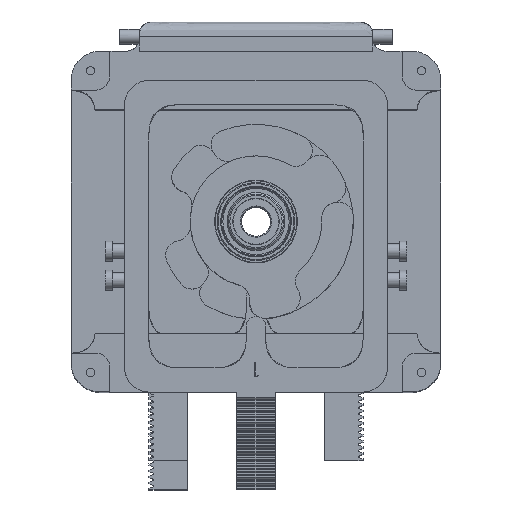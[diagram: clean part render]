
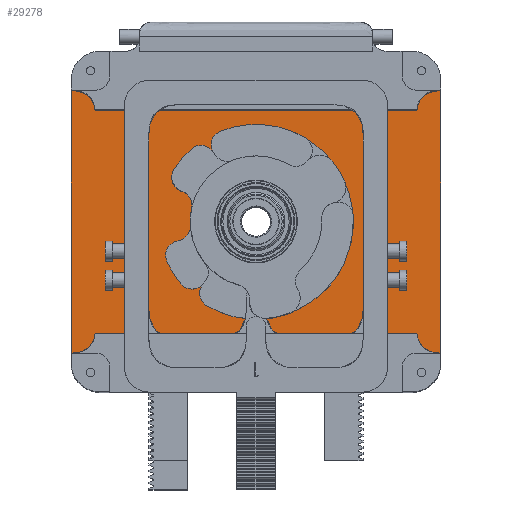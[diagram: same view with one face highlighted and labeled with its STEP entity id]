
A CAD part, top view. The second image highlights one B-rep face of the part: STEP entity #29278.
In plain terms, the highlighted planar face has unit normal (0, 0, 1).
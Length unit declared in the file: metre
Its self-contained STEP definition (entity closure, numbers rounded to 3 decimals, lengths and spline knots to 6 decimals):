
#751=CIRCLE('',#31061,0.006);
#755=CIRCLE('',#31067,0.01625);
#1557=B_SPLINE_CURVE_WITH_KNOTS('',3,(#42621,#42622,#42623,#42624),
 .UNSPECIFIED.,.F.,.F.,(4,4),(0.,1.),.UNSPECIFIED.);
#1558=B_SPLINE_CURVE_WITH_KNOTS('',3,(#42628,#42629,#42630,#42631),
 .UNSPECIFIED.,.F.,.F.,(4,4),(0.,1.),.UNSPECIFIED.);
#1559=B_SPLINE_CURVE_WITH_KNOTS('',3,(#42635,#42636,#42637,#42638),
 .UNSPECIFIED.,.F.,.F.,(4,4),(0.,1.),.UNSPECIFIED.);
#3516=ORIENTED_EDGE('',*,*,#11790,.F.);
#3517=ORIENTED_EDGE('',*,*,#11791,.T.);
#3518=ORIENTED_EDGE('',*,*,#11792,.T.);
#3519=ORIENTED_EDGE('',*,*,#11793,.T.);
#3520=ORIENTED_EDGE('',*,*,#11794,.T.);
#3521=ORIENTED_EDGE('',*,*,#11795,.T.);
#3522=ORIENTED_EDGE('',*,*,#11796,.F.);
#3523=ORIENTED_EDGE('',*,*,#11757,.T.);
#3524=ORIENTED_EDGE('',*,*,#11784,.F.);
#3525=ORIENTED_EDGE('',*,*,#11797,.F.);
#3526=ORIENTED_EDGE('',*,*,#11798,.F.);
#11757=EDGE_CURVE('',#15976,#15978,#18895,.T.);
#11784=EDGE_CURVE('',#16005,#15978,#751,.T.);
#11790=EDGE_CURVE('',#16009,#16010,#18923,.T.);
#11791=EDGE_CURVE('',#16009,#16011,#1557,.T.);
#11792=EDGE_CURVE('',#16011,#16012,#18924,.T.);
#11793=EDGE_CURVE('',#16012,#16013,#1558,.T.);
#11794=EDGE_CURVE('',#16013,#16014,#18925,.T.);
#11795=EDGE_CURVE('',#16014,#16015,#1559,.T.);
#11796=EDGE_CURVE('',#15976,#16015,#18926,.T.);
#11797=EDGE_CURVE('',#16010,#16005,#18927,.T.);
#11798=EDGE_CURVE('',#16016,#16016,#755,.T.);
#15976=VERTEX_POINT('',#42541);
#15978=VERTEX_POINT('',#42545);
#16005=VERTEX_POINT('',#42606);
#16009=VERTEX_POINT('',#42619);
#16010=VERTEX_POINT('',#42620);
#16011=VERTEX_POINT('',#42625);
#16012=VERTEX_POINT('',#42627);
#16013=VERTEX_POINT('',#42632);
#16014=VERTEX_POINT('',#42634);
#16015=VERTEX_POINT('',#42639);
#16016=VERTEX_POINT('',#42643);
#18895=LINE('',#42546,#21915);
#18923=LINE('',#42618,#21943);
#18924=LINE('',#42626,#21944);
#18925=LINE('',#42633,#21945);
#18926=LINE('',#42640,#21946);
#18927=LINE('',#42641,#21947);
#21915=VECTOR('',#33864,1.);
#21943=VECTOR('',#33920,1.);
#21944=VECTOR('',#33921,1.);
#21945=VECTOR('',#33922,1.);
#21946=VECTOR('',#33923,1.);
#21947=VECTOR('',#33924,1.);
#24669=EDGE_LOOP('',(#3516,#3517,#3518,#3519,#3520,#3521,#3522,#3523,#3524,
#3525));
#24670=EDGE_LOOP('',(#3526));
#26475=FACE_BOUND('',#24669,.T.);
#26476=FACE_BOUND('',#24670,.T.);
#28178=PLANE('',#31066);
#29278=ADVANCED_FACE('',(#26475,#26476),#28178,.T.);
#31061=AXIS2_PLACEMENT_3D('',#42607,#33906,#33907);
#31066=AXIS2_PLACEMENT_3D('',#42617,#33918,#33919);
#31067=AXIS2_PLACEMENT_3D('',#42642,#33925,#33926);
#33864=DIRECTION('',(1.,0.,0.));
#33906=DIRECTION('',(0.,0.,1.));
#33907=DIRECTION('',(1.,0.,0.));
#33918=DIRECTION('',(0.,0.,1.));
#33919=DIRECTION('',(1.,0.,0.));
#33920=DIRECTION('',(-1.,0.,0.));
#33921=DIRECTION('',(0.,1.,0.));
#33922=DIRECTION('',(-1.,0.,0.));
#33923=DIRECTION('',(0.,1.,0.));
#33924=DIRECTION('',(0.,-1.,0.));
#33925=DIRECTION('',(0.,0.,1.));
#33926=DIRECTION('',(1.,0.,0.));
#42541=CARTESIAN_POINT('',(-0.076,-0.054,0.012));
#42545=CARTESIAN_POINT('',(-0.066,-0.054,0.012));
#42546=CARTESIAN_POINT('',(-0.071,-0.054,0.012));
#42606=CARTESIAN_POINT('',(-0.062,-0.055528,0.012));
#42607=CARTESIAN_POINT('',(-0.066,-0.06,0.012));
#42617=CARTESIAN_POINT('',(0.,0.,0.012));
#42618=CARTESIAN_POINT('',(0.,-0.046,0.012));
#42619=CARTESIAN_POINT('',(0.066111,-0.046,0.012));
#42620=CARTESIAN_POINT('',(-0.062,-0.046,0.012));
#42621=CARTESIAN_POINT('',(0.066111,-0.046,0.012));
#42622=CARTESIAN_POINT('',(0.066741,-0.051333,0.012));
#42623=CARTESIAN_POINT('',(0.070037,-0.054,0.012));
#42624=CARTESIAN_POINT('',(0.076,-0.054,0.012));
#42625=CARTESIAN_POINT('',(0.076,-0.054,0.012));
#42626=CARTESIAN_POINT('',(0.076,0.,0.012));
#42627=CARTESIAN_POINT('',(0.076,0.054,0.012));
#42628=CARTESIAN_POINT('',(0.076,0.054,0.012));
#42629=CARTESIAN_POINT('',(0.070037,0.054,0.012));
#42630=CARTESIAN_POINT('',(0.066741,0.051333,0.012));
#42631=CARTESIAN_POINT('',(0.066111,0.046,0.012));
#42632=CARTESIAN_POINT('',(0.066111,0.046,0.012));
#42633=CARTESIAN_POINT('',(0.,0.046,0.012));
#42634=CARTESIAN_POINT('',(-0.066111,0.046,0.012));
#42635=CARTESIAN_POINT('',(-0.066111,0.046,0.012));
#42636=CARTESIAN_POINT('',(-0.066741,0.051333,0.012));
#42637=CARTESIAN_POINT('',(-0.070037,0.054,0.012));
#42638=CARTESIAN_POINT('',(-0.076,0.054,0.012));
#42639=CARTESIAN_POINT('',(-0.076,0.054,0.012));
#42640=CARTESIAN_POINT('',(-0.076,0.,0.012));
#42641=CARTESIAN_POINT('',(-0.062,-0.045998,0.012));
#42642=CARTESIAN_POINT('',(0.,0.,0.012));
#42643=CARTESIAN_POINT('',(0.01625,0.,0.012));
